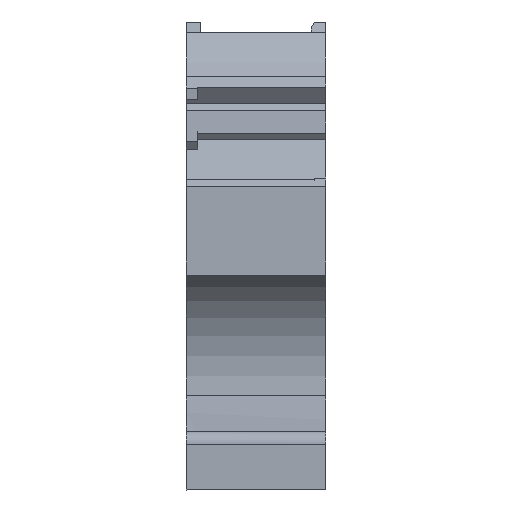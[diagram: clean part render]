
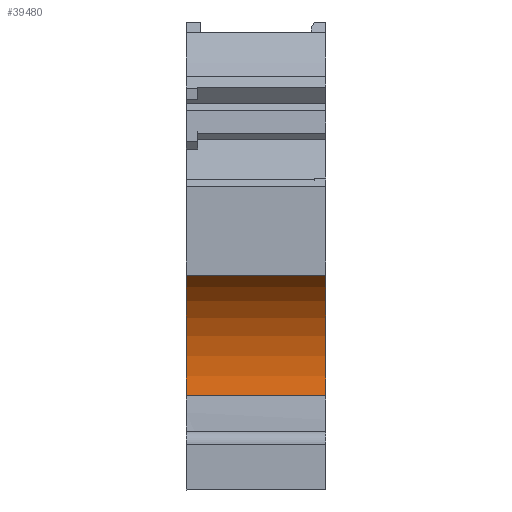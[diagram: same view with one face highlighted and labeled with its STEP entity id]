
A CAD part, front view. The second image highlights one B-rep face of the part: STEP entity #39480.
In plain terms, the highlighted cylindrical face has radius 8 mm (diameter 16 mm), a partial arc.
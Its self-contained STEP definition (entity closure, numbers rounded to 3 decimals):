
#8200=CARTESIAN_POINT('',(-92.801,-0.096,
0.));
#8210=VERTEX_POINT('',#8200);
#8240=CARTESIAN_POINT('',(-100.679,1.299,
0.));
#8250=DIRECTION('',(0.,0.,-1.));
#8260=DIRECTION('',(-1.,0.,0.));
#8270=AXIS2_PLACEMENT_3D('',#8240,#8250,#8260);
#8280=CIRCLE('',#8270,8.);
#8290=CARTESIAN_POINT('',(-96.493,8.116,
0.));
#8300=VERTEX_POINT('',#8290);
#8310=EDGE_CURVE('',#8300,#8210,#8280,.T.);
#13860=CARTESIAN_POINT('',(-96.493,8.116,
-9.5));
#13870=VERTEX_POINT('',#13860);
#13900=CARTESIAN_POINT('',(-100.679,1.299,
-9.5));
#13910=DIRECTION('',(0.,0.,-1.));
#13920=DIRECTION('',(-1.,0.,0.));
#13930=AXIS2_PLACEMENT_3D('',#13900,#13910,#13920);
#13940=CIRCLE('',#13930,8.);
#13950=CARTESIAN_POINT('',(-92.801,-0.096,
-9.5));
#13960=VERTEX_POINT('',#13950);
#13970=EDGE_CURVE('',#13870,#13960,#13940,.T.);
#39090=CARTESIAN_POINT('',(-96.493,8.116,
-9.5));
#39100=DIRECTION('',(0.,0.,-1.));
#39110=VECTOR('',#39100,1.);
#39120=LINE('',#39090,#39110);
#39130=EDGE_CURVE('',#8300,#13870,#39120,.T.);
#39320=CARTESIAN_POINT('',(-100.679,1.299,
-9.5));
#39330=DIRECTION('',(0.,0.,-1.));
#39340=DIRECTION('',(-1.,0.,0.));
#39350=AXIS2_PLACEMENT_3D('',#39320,#39330,#39340);
#39360=CYLINDRICAL_SURFACE('',#39350,8.);
#39370=ORIENTED_EDGE('',*,*,#13970,.T.);
#39380=ORIENTED_EDGE('',*,*,#39130,.T.);
#39390=ORIENTED_EDGE('',*,*,#8310,.F.);
#39400=CARTESIAN_POINT('',(-92.801,-0.096,
-9.5));
#39410=DIRECTION('',(0.,0.,1.));
#39420=VECTOR('',#39410,1.);
#39430=LINE('',#39400,#39420);
#39440=EDGE_CURVE('',#13960,#8210,#39430,.T.);
#39450=ORIENTED_EDGE('',*,*,#39440,.T.);
#39460=EDGE_LOOP('',(#39450,#39390,#39380,#39370));
#39470=FACE_OUTER_BOUND('',#39460,.T.);
#39480=ADVANCED_FACE('',(#39470),#39360,.F.);
